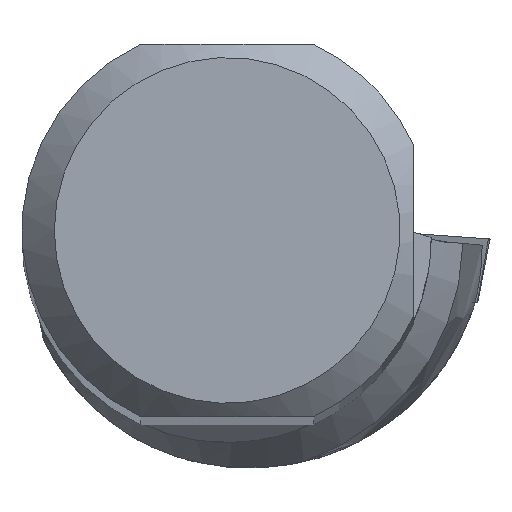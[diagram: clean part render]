
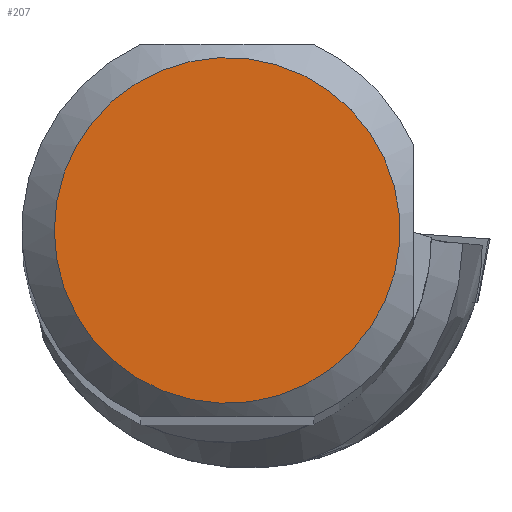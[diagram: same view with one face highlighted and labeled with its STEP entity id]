
A CAD part, top view. The second image highlights one B-rep face of the part: STEP entity #207.
In plain terms, the highlighted planar face has unit normal (0, 0, 1).
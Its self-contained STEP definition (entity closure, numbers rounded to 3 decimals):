
#169=FACE_OUTER_BOUND('',#380,.T.);
#207=ADVANCED_FACE('CU_SU_BP3',(#169),#234,.T.);
#234=PLANE('',#931);
#380=EDGE_LOOP('',(#525));
#525=ORIENTED_EDGE('',*,*,#757,.F.);
#668=VERTEX_POINT('',#1486);
#757=EDGE_CURVE('',#668,#668,#802,.T.);
#802=CIRCLE('',#930,10.691);
#930=AXIS2_PLACEMENT_3D('',#1485,#1110,#1111);
#931=AXIS2_PLACEMENT_3D('',#1487,#1112,#1113);
#1110=DIRECTION('',(0.,0.,-1.));
#1111=DIRECTION('',(-1.,0.,0.));
#1112=DIRECTION('',(0.,0.,1.));
#1113=DIRECTION('',(-1.,0.,0.));
#1485=CARTESIAN_POINT('',(0.,0.,0.));
#1486=CARTESIAN_POINT('',(-10.691,0.,0.));
#1487=CARTESIAN_POINT('',(0.,0.,0.));
